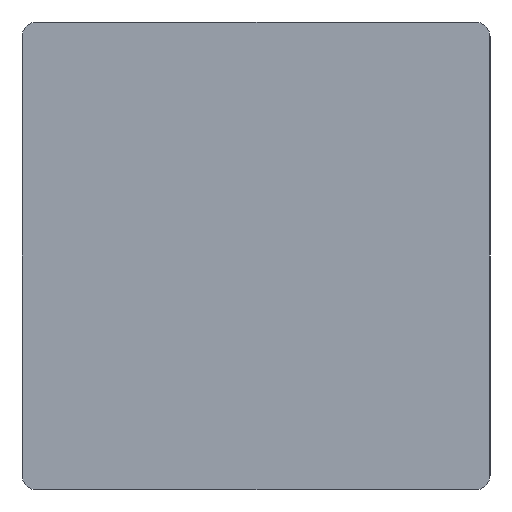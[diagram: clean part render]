
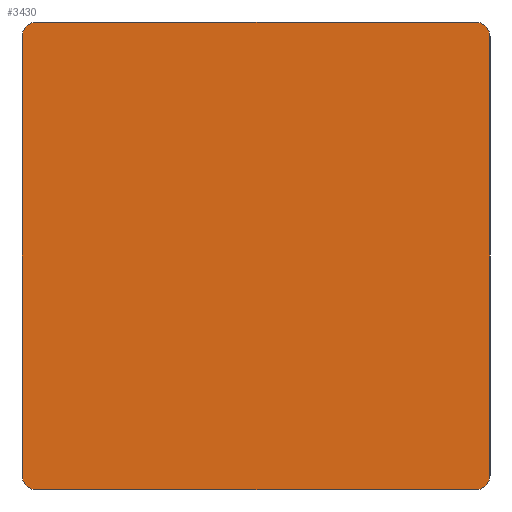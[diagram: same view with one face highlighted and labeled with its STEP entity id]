
A CAD part, left-side view. The second image highlights one B-rep face of the part: STEP entity #3430.
In plain terms, the highlighted planar face has unit normal (-1, 0, 0).
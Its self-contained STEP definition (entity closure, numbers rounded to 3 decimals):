
#3430 = ADVANCED_FACE('',(#3431),#3501,.F.);
#3431 = FACE_BOUND('',#3432,.F.);
#3432 = EDGE_LOOP('',(#3433,#3443,#3452,#3460,#3469,#3477,#3486,#3494));
#3433 = ORIENTED_EDGE('',*,*,#3434,.F.);
#3434 = EDGE_CURVE('',#3435,#3437,#3439,.T.);
#3435 = VERTEX_POINT('',#3436);
#3436 = CARTESIAN_POINT('',(-1.,-0.625,0.04));
#3437 = VERTEX_POINT('',#3438);
#3438 = CARTESIAN_POINT('',(-1.,-0.625,1.21));
#3439 = LINE('',#3440,#3441);
#3440 = CARTESIAN_POINT('',(-1.,-0.625,0.));
#3441 = VECTOR('',#3442,1.);
#3442 = DIRECTION('',(0.,0.,1.));
#3443 = ORIENTED_EDGE('',*,*,#3444,.T.);
#3444 = EDGE_CURVE('',#3435,#3445,#3447,.T.);
#3445 = VERTEX_POINT('',#3446);
#3446 = CARTESIAN_POINT('',(-1.,-0.585,0.));
#3447 = CIRCLE('',#3448,0.04);
#3448 = AXIS2_PLACEMENT_3D('',#3449,#3450,#3451);
#3449 = CARTESIAN_POINT('',(-1.,-0.585,0.04));
#3450 = DIRECTION('',(1.,0.,-0.));
#3451 = DIRECTION('',(0.,0.,1.));
#3452 = ORIENTED_EDGE('',*,*,#3453,.T.);
#3453 = EDGE_CURVE('',#3445,#3454,#3456,.T.);
#3454 = VERTEX_POINT('',#3455);
#3455 = CARTESIAN_POINT('',(-1.,0.585,0.));
#3456 = LINE('',#3457,#3458);
#3457 = CARTESIAN_POINT('',(-1.,-0.625,0.));
#3458 = VECTOR('',#3459,1.);
#3459 = DIRECTION('',(0.,1.,0.));
#3460 = ORIENTED_EDGE('',*,*,#3461,.F.);
#3461 = EDGE_CURVE('',#3462,#3454,#3464,.T.);
#3462 = VERTEX_POINT('',#3463);
#3463 = CARTESIAN_POINT('',(-1.,0.625,0.04));
#3464 = CIRCLE('',#3465,0.04);
#3465 = AXIS2_PLACEMENT_3D('',#3466,#3467,#3468);
#3466 = CARTESIAN_POINT('',(-1.,0.585,0.04));
#3467 = DIRECTION('',(-1.,0.,0.));
#3468 = DIRECTION('',(0.,0.,1.));
#3469 = ORIENTED_EDGE('',*,*,#3470,.T.);
#3470 = EDGE_CURVE('',#3462,#3471,#3473,.T.);
#3471 = VERTEX_POINT('',#3472);
#3472 = CARTESIAN_POINT('',(-1.,0.625,1.21));
#3473 = LINE('',#3474,#3475);
#3474 = CARTESIAN_POINT('',(-1.,0.625,0.));
#3475 = VECTOR('',#3476,1.);
#3476 = DIRECTION('',(0.,0.,1.));
#3477 = ORIENTED_EDGE('',*,*,#3478,.T.);
#3478 = EDGE_CURVE('',#3471,#3479,#3481,.T.);
#3479 = VERTEX_POINT('',#3480);
#3480 = CARTESIAN_POINT('',(-1.,0.585,1.25));
#3481 = CIRCLE('',#3482,0.04);
#3482 = AXIS2_PLACEMENT_3D('',#3483,#3484,#3485);
#3483 = CARTESIAN_POINT('',(-1.,0.585,1.21));
#3484 = DIRECTION('',(1.,0.,-0.));
#3485 = DIRECTION('',(0.,0.,1.));
#3486 = ORIENTED_EDGE('',*,*,#3487,.F.);
#3487 = EDGE_CURVE('',#3488,#3479,#3490,.T.);
#3488 = VERTEX_POINT('',#3489);
#3489 = CARTESIAN_POINT('',(-1.,-0.585,1.25));
#3490 = LINE('',#3491,#3492);
#3491 = CARTESIAN_POINT('',(-1.,-0.625,1.25));
#3492 = VECTOR('',#3493,1.);
#3493 = DIRECTION('',(0.,1.,0.));
#3494 = ORIENTED_EDGE('',*,*,#3495,.F.);
#3495 = EDGE_CURVE('',#3437,#3488,#3496,.T.);
#3496 = CIRCLE('',#3497,0.04);
#3497 = AXIS2_PLACEMENT_3D('',#3498,#3499,#3500);
#3498 = CARTESIAN_POINT('',(-1.,-0.585,1.21));
#3499 = DIRECTION('',(-1.,0.,0.));
#3500 = DIRECTION('',(0.,0.,1.));
#3501 = PLANE('',#3502);
#3502 = AXIS2_PLACEMENT_3D('',#3503,#3504,#3505);
#3503 = CARTESIAN_POINT('',(-1.,-0.625,0.));
#3504 = DIRECTION('',(1.,0.,0.));
#3505 = DIRECTION('',(0.,0.,1.));
